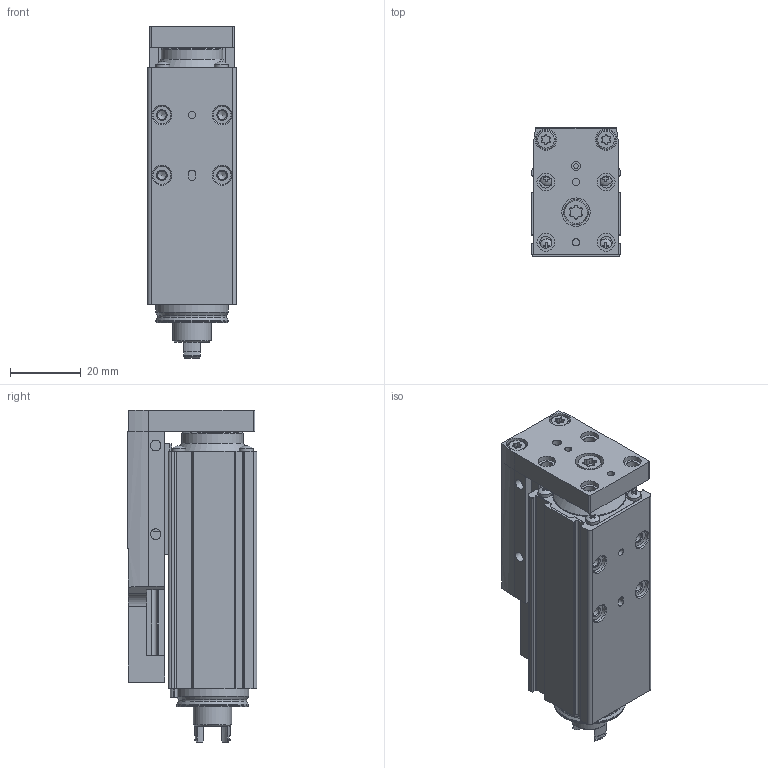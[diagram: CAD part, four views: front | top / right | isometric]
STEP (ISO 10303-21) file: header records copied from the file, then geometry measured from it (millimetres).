
FILE_DESCRIPTION(/* description */ ('STEP AP214'),/* implementation_level */ '2;1');
FILE_NAME(/* name */ '8162069_EGSC-BS-KF-25-25-2P',/* time_stamp */ '2024-08-27T13:16:55+02:00',/* author */ ('License CC BY-ND 4.0'),/* organization */ ('CADENAS'),/* preprocessor_version */ 'ST-DEVELOPER v19.3',/* originating_system */ 'PARTsolutions',/* authorisation */ ' ');
FILE_SCHEMA (('AUTOMOTIVE_DESIGN {1 0 10303 214 3 1 1}'));
Length unit declared in the file: millimetre
Products named in the file (7): 8162069 EGSC-BS-KF-25-25-2P ---(0); 4448205 EGSC-BS-KF-25---(25_P); 340115 M5-ADVU; 8048312 EGSC-BS-KF-25---(S_25); 8141993 EAMC-10-GB5-D4x7-A; ISO 14579 M2x8(F); F-M1.6x5-10.9_bolt
Assembly tree (6 placements, depth 2):
  8162069 EGSC-BS-KF-25-25-2P ---(0)
    4448205 EGSC-BS-KF-25---(25_P)
    340115 M5-ADVU
    8048312 EGSC-BS-KF-25---(S_25)
    8141993 EAMC-10-GB5-D4x7-A
    ISO 14579 M2x8(F)
    F-M1.6x5-10.9_bolt
Bounding box: 25 x 36.5 x 93.6 mm (x, y, z)
Volume: 59582.3 mm3; surface area: 28982.9 mm2
Topology: 6 solids, 6 shells, 512 faces, 1287 edges, 834 vertices
Faces by surface type: plane 234, cylinder 216, cone 49, torus 9, sphere 4
Full cylindrical faces by diameter (mm): 1.221 x3, 1.3 x1, 1.567 x1, 1.6 x1, 1.8 x1, 2 x10, 2.459 x8, 2.5 x2, 3 x4, 3.3 x1, 3.4 x4, 3.8 x1, 3.9 x4, 3.95 x1, 3.964 x1, 4.134 x1, 4.35 x2, 5 x9, 5.5 x2, 6 x6, 8 x1, 8.7 x2, 13 x1, 15 x1, 17.4 x2, 20.3 x1, 20.5 x1, 20.6 x1, 20.8 x1, 22.2 x1
Entity records: 16582 total; most frequent: CARTESIAN_POINT 2668, DIRECTION 2652, ORIENTED_EDGE 2286, EDGE_CURVE 1143, AXIS2_PLACEMENT_3D 1039, VERTEX_POINT 819, FACE_BOUND 730, EDGE_LOOP 725
